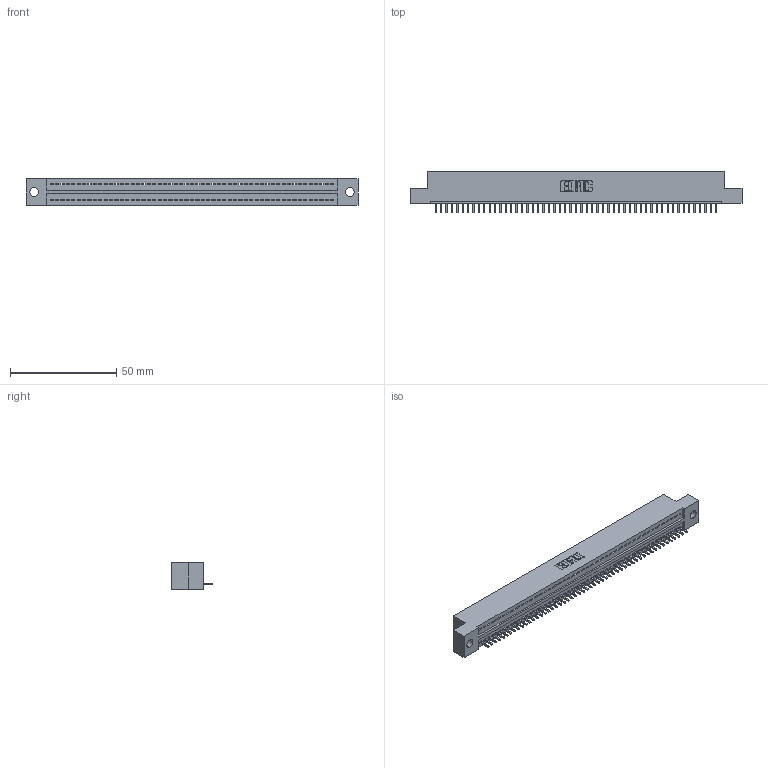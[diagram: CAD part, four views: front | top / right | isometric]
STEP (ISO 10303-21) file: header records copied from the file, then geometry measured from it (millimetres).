
FILE_DESCRIPTION (( 'STEP AP203' ), '1' );
FILE_NAME ('325-053-520-109.STEP', '2020-02-25T00:41:15', ( '' ), ( '' ), 'SwSTEP 2.0', 'SolidWorks 2016', '' );
FILE_SCHEMA (( 'CONFIG_CONTROL_DESIGN' ));
Length unit declared in the file: inch
Products named in the file (3): 325 Part_.160 TH; 325-292-001_325-293-120; 325-053-520-109
Assembly tree (54 placements, depth 2):
  325-053-520-109
    325 Part_.160 TH
    325-292-001_325-293-120  x53
Bounding box: 156.34 x 19.68 x 12.45 mm (x, y, z)
Volume: 19565.7 mm3; surface area: 20900.7 mm2
Topology: 54 solids, 54 shells, 3188 faces, 9639 edges, 6354 vertices
Faces by surface type: plane 2296, cylinder 892
Entity records: 30999 total; most frequent: CARTESIAN_POINT 5353, ORIENTED_EDGE 5342, DIRECTION 4493, EDGE_CURVE 2671, VECTOR 2543, LINE 2543, VERTEX_POINT 1778, AXIS2_PLACEMENT_3D 975
